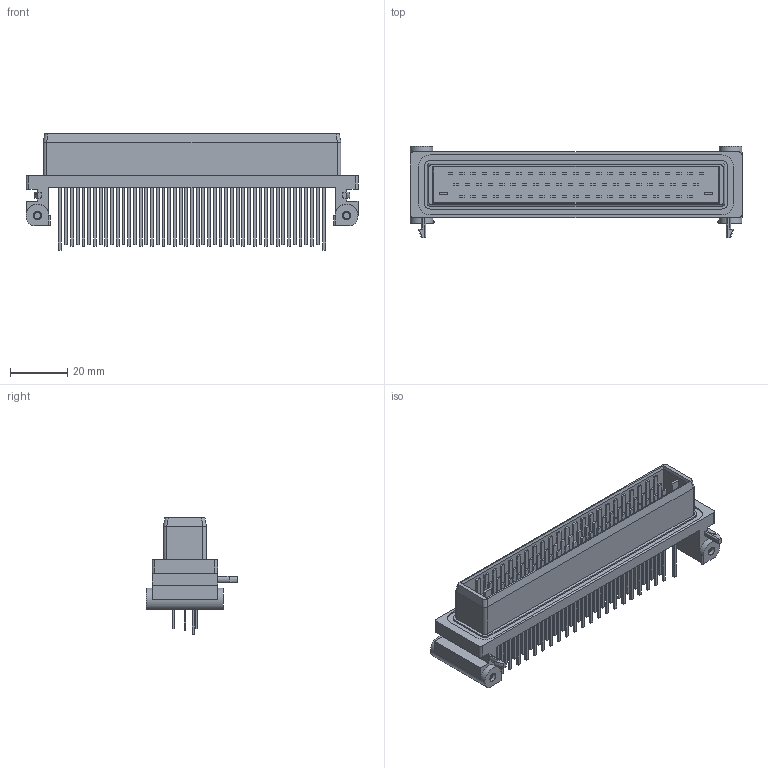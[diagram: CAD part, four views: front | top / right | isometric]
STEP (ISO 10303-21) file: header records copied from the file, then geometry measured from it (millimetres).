
FILE_DESCRIPTION(('FreeCAD Model'),'2;1');
FILE_NAME('c-966595-1-a1-3d.step','2017-12-14T20:42:37',('Author'),('') ,'Open CASCADE STEP processor 6.8','FreeCAD','Unknown');
FILE_SCHEMA(('AUTOMOTIVE_DESIGN_CC2 { 1 2 10303 214 -1 1 5 4 }'));
Length unit declared in the file: millimetre
Products named in the file (2): ASSEMBLY; C-966595-1
Assembly tree (1 placements, depth 2):
  ASSEMBLY
    C-966595-1
Bounding box: 116.3 x 32 x 40.7 mm (x, y, z)
Volume: 23207.4 mm3; surface area: 23912.8 mm2
Topology: 1 solids, 1 shells, 817 faces, 1988 edges, 1322 vertices
Faces by surface type: plane 767, cylinder 48, cone 2
Entity records: 54423 total; most frequent: CARTESIAN_POINT 13765, DIRECTION 7404, LINE 5520, VECTOR 5520, ORIENTED_EDGE 3976, PCURVE 3976, DEFINITIONAL_REPRESENTATION 3976, EDGE_CURVE 1988
